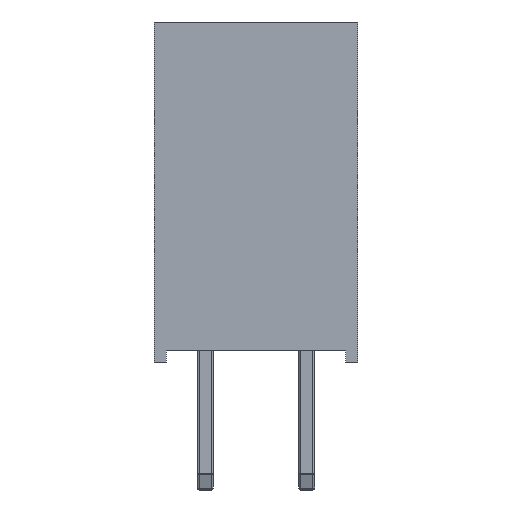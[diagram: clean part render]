
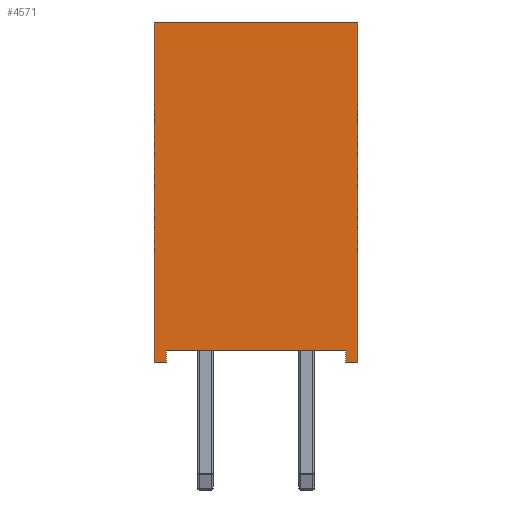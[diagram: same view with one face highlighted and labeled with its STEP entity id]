
A CAD part, left-side view. The second image highlights one B-rep face of the part: STEP entity #4571.
In plain terms, the highlighted planar face has unit normal (-1, 0, 0).
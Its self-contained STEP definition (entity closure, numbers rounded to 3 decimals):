
#598=FACE_OUTER_BOUND('',#888,.T.);
#888=EDGE_LOOP('',(#2948,#2949,#2950,#2951,#2952,#2953,#2954,#2955));
#1210=LINE('',#7111,#1558);
#1211=LINE('',#7114,#1559);
#1213=LINE('',#7118,#1561);
#1214=LINE('',#7120,#1562);
#1215=LINE('',#7122,#1563);
#1216=LINE('',#7124,#1564);
#1217=LINE('',#7126,#1565);
#1218=LINE('',#7127,#1566);
#1558=VECTOR('',#5546,10.);
#1559=VECTOR('',#5549,10.);
#1561=VECTOR('',#5553,10.);
#1562=VECTOR('',#5554,10.);
#1563=VECTOR('',#5555,10.);
#1564=VECTOR('',#5556,10.);
#1565=VECTOR('',#5557,10.);
#1566=VECTOR('',#5558,10.);
#1904=VERTEX_POINT('',#7107);
#1905=VERTEX_POINT('',#7109);
#1906=VERTEX_POINT('',#7113);
#1907=VERTEX_POINT('',#7117);
#1908=VERTEX_POINT('',#7119);
#1909=VERTEX_POINT('',#7121);
#1910=VERTEX_POINT('',#7123);
#1911=VERTEX_POINT('',#7125);
#2282=EDGE_CURVE('',#1904,#1905,#1210,.T.);
#2283=EDGE_CURVE('',#1906,#1904,#1211,.T.);
#2285=EDGE_CURVE('',#1905,#1907,#1213,.T.);
#2286=EDGE_CURVE('',#1907,#1908,#1214,.T.);
#2287=EDGE_CURVE('',#1908,#1909,#1215,.T.);
#2288=EDGE_CURVE('',#1909,#1910,#1216,.T.);
#2289=EDGE_CURVE('',#1911,#1910,#1217,.T.);
#2290=EDGE_CURVE('',#1906,#1911,#1218,.T.);
#2948=ORIENTED_EDGE('',*,*,#2285,.T.);
#2949=ORIENTED_EDGE('',*,*,#2286,.T.);
#2950=ORIENTED_EDGE('',*,*,#2287,.T.);
#2951=ORIENTED_EDGE('',*,*,#2288,.T.);
#2952=ORIENTED_EDGE('',*,*,#2289,.F.);
#2953=ORIENTED_EDGE('',*,*,#2290,.F.);
#2954=ORIENTED_EDGE('',*,*,#2283,.T.);
#2955=ORIENTED_EDGE('',*,*,#2282,.T.);
#4242=PLANE('',#4915);
#4571=ADVANCED_FACE('',(#598),#4242,.T.);
#4915=AXIS2_PLACEMENT_3D('',#7116,#5551,#5552);
#5546=DIRECTION('',(0.,0.,1.));
#5549=DIRECTION('',(0.,-1.,0.));
#5551=DIRECTION('center_axis',(-1.,0.,0.));
#5552=DIRECTION('ref_axis',(0.,-1.,0.));
#5553=DIRECTION('',(0.,-1.,0.));
#5554=DIRECTION('',(0.,0.,-1.));
#5555=DIRECTION('',(0.,-1.,0.));
#5556=DIRECTION('',(0.,0.,1.));
#5557=DIRECTION('',(0.,-1.,0.));
#5558=DIRECTION('',(0.,0.,1.));
#7107=CARTESIAN_POINT('',(-1.27,3.51,0.));
#7109=CARTESIAN_POINT('',(-1.27,3.51,0.3));
#7111=CARTESIAN_POINT('',(-1.27,3.51,0.));
#7113=CARTESIAN_POINT('',(-1.27,3.81,0.));
#7114=CARTESIAN_POINT('',(-1.27,3.81,0.));
#7116=CARTESIAN_POINT('Origin',(-1.27,1.27,0.));
#7117=CARTESIAN_POINT('',(-1.27,-0.97,0.3));
#7118=CARTESIAN_POINT('',(-1.27,1.27,0.3));
#7119=CARTESIAN_POINT('',(-1.27,-0.97,0.));
#7120=CARTESIAN_POINT('',(-1.27,-0.97,0.));
#7121=CARTESIAN_POINT('',(-1.27,-1.27,0.));
#7122=CARTESIAN_POINT('',(-1.27,1.27,0.));
#7123=CARTESIAN_POINT('',(-1.27,-1.27,8.5));
#7124=CARTESIAN_POINT('',(-1.27,-1.27,0.));
#7125=CARTESIAN_POINT('',(-1.27,3.81,8.5));
#7126=CARTESIAN_POINT('',(-1.27,3.81,8.5));
#7127=CARTESIAN_POINT('',(-1.27,3.81,0.));
